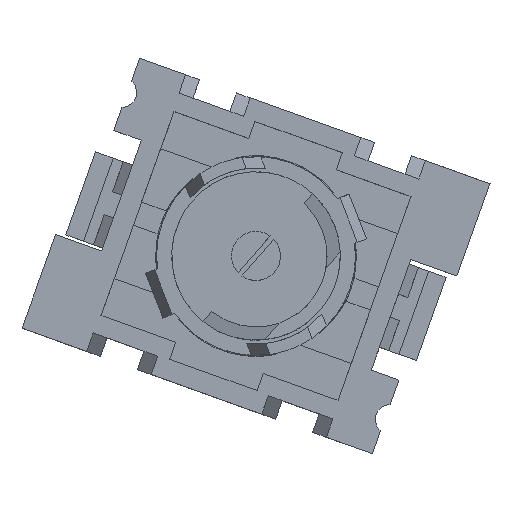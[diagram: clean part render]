
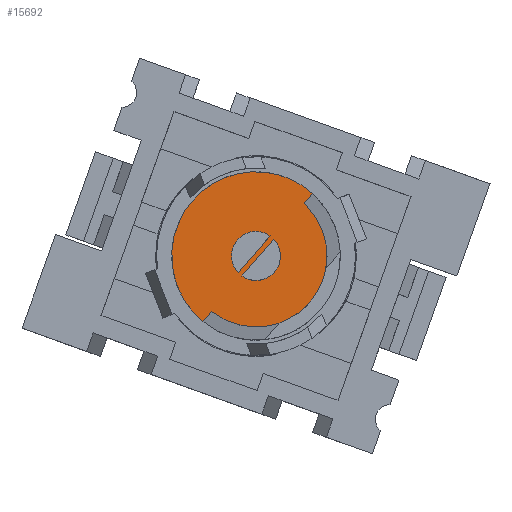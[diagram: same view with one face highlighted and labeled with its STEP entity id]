
A CAD part, top view. The second image highlights one B-rep face of the part: STEP entity #15692.
In plain terms, the highlighted planar face has unit normal (0, 0, 1).
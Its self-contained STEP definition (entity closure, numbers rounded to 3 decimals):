
#5 = DIRECTION ( 'NONE',  ( -0.759, 0.652, 0. ) ) ;
#261 = ORIENTED_EDGE ( 'NONE', *, *, #9369, .F. ) ;
#738 = CIRCLE ( 'NONE', #8009, 2.5 ) ;
#937 = CIRCLE ( 'NONE', #6860, 2.5 ) ;
#986 = CARTESIAN_POINT ( 'NONE',  ( 5.79, 6.359, 16.7 ) ) ;
#1082 = CARTESIAN_POINT ( 'NONE',  ( 12.609, 14.298, 16.7 ) ) ;
#1275 = CARTESIAN_POINT ( 'NONE',  ( -4.531, -5.66, 16.7 ) ) ;
#1624 = EDGE_LOOP ( 'NONE', ( #8085, #2205, #1661, #261, #8941 ) ) ;
#1639 = CARTESIAN_POINT ( 'NONE',  ( -1.897, 1.629, 16.7 ) ) ;
#1661 = ORIENTED_EDGE ( 'NONE', *, *, #10841, .F. ) ;
#1915 = FACE_BOUND ( 'NONE', #13994, .T. ) ;
#2119 = PLANE ( 'NONE',  #2367 ) ;
#2205 = ORIENTED_EDGE ( 'NONE', *, *, #14735, .F. ) ;
#2340 = CARTESIAN_POINT ( 'NONE',  ( 12.419, 14.461, 16.7 ) ) ;
#2360 = VERTEX_POINT ( 'NONE', #11991 ) ;
#2367 = AXIS2_PLACEMENT_3D ( 'NONE', #2340, #13228, #4709 ) ;
#2547 = DIRECTION ( 'NONE',  ( 0., 0., -1. ) ) ;
#2580 = CARTESIAN_POINT ( 'NONE',  ( 12.609, 14.298, 16.7 ) ) ;
#2852 = VERTEX_POINT ( 'NONE', #3254 ) ;
#3254 = CARTESIAN_POINT ( 'NONE',  ( 4.91, 5.334, 16.7 ) ) ;
#3285 = LINE ( 'NONE', #2580, #14083 ) ;
#3702 = DIRECTION ( 'NONE',  ( 0., 0., -1. ) ) ;
#3896 = AXIS2_PLACEMENT_3D ( 'NONE', #4895, #14639, #9879 ) ;
#3924 = AXIS2_PLACEMENT_3D ( 'NONE', #4433, #10625, #13073 ) ;
#4021 = AXIS2_PLACEMENT_3D ( 'NONE', #12302, #3702, #13532 ) ;
#4073 = VERTEX_POINT ( 'NONE', #1639 ) ;
#4361 = VERTEX_POINT ( 'NONE', #8178 ) ;
#4403 = CARTESIAN_POINT ( 'NONE',  ( -1.81, -1.724, 16.7 ) ) ;
#4433 = CARTESIAN_POINT ( 'NONE',  ( 0., 0., 16.7 ) ) ;
#4709 = DIRECTION ( 'NONE',  ( -0.759, 0.652, 0. ) ) ;
#4895 = CARTESIAN_POINT ( 'NONE',  ( 0., 0., 16.7 ) ) ;
#4936 = ORIENTED_EDGE ( 'NONE', *, *, #5192, .F. ) ;
#4976 = VERTEX_POINT ( 'NONE', #986 ) ;
#5016 = VECTOR ( 'NONE', #8716, 1000. ) ;
#5089 = DIRECTION ( 'NONE',  ( -0.759, 0.652, 0. ) ) ;
#5192 = EDGE_CURVE ( 'NONE', #5700, #11998, #14739, .T. ) ;
#5700 = VERTEX_POINT ( 'NONE', #14157 ) ;
#5882 = EDGE_CURVE ( 'NONE', #4976, #2852, #8449, .T. ) ;
#5944 = EDGE_CURVE ( 'NONE', #4073, #2360, #937, .T. ) ;
#6238 = CIRCLE ( 'NONE', #4021, 2.5 ) ;
#6386 = CARTESIAN_POINT ( 'NONE',  ( -6.524, 5.603, 16.7 ) ) ;
#6740 = VECTOR ( 'NONE', #7512, 1000. ) ;
#6860 = AXIS2_PLACEMENT_3D ( 'NONE', #11111, #2547, #5089 ) ;
#7029 = VERTEX_POINT ( 'NONE', #4403 ) ;
#7299 = VERTEX_POINT ( 'NONE', #1275 ) ;
#7322 = EDGE_CURVE ( 'NONE', #7299, #2852, #9606, .T. ) ;
#7512 = DIRECTION ( 'NONE',  ( -0.652, -0.759, 0. ) ) ;
#7623 = CARTESIAN_POINT ( 'NONE',  ( -1.431, -2.05, 16.7 ) ) ;
#8009 = AXIS2_PLACEMENT_3D ( 'NONE', #9992, #13617, #15964 ) ;
#8085 = ORIENTED_EDGE ( 'NONE', *, *, #5882, .F. ) ;
#8097 = ORIENTED_EDGE ( 'NONE', *, *, #5944, .T. ) ;
#8178 = CARTESIAN_POINT ( 'NONE',  ( -5.411, -6.684, 16.7 ) ) ;
#8449 = LINE ( 'NONE', #1082, #5016 ) ;
#8624 = DIRECTION ( 'NONE',  ( -0.652, -0.759, 0. ) ) ;
#8716 = DIRECTION ( 'NONE',  ( -0.652, -0.759, 0. ) ) ;
#8939 = ORIENTED_EDGE ( 'NONE', *, *, #13346, .T. ) ;
#8941 = ORIENTED_EDGE ( 'NONE', *, *, #7322, .T. ) ;
#9369 = EDGE_CURVE ( 'NONE', #7299, #4361, #3285, .T. ) ;
#9606 = CIRCLE ( 'NONE', #3896, 7.25 ) ;
#9855 = LINE ( 'NONE', #10995, #6740 ) ;
#9879 = DIRECTION ( 'NONE',  ( -0.759, 0.652, 0. ) ) ;
#9883 = EDGE_LOOP ( 'NONE', ( #11099, #8097, #8939 ) ) ;
#9992 = CARTESIAN_POINT ( 'NONE',  ( 0., 0., 16.7 ) ) ;
#10072 = EDGE_CURVE ( 'NONE', #7029, #4073, #6238, .T. ) ;
#10498 = ORIENTED_EDGE ( 'NONE', *, *, #12502, .T. ) ;
#10625 = DIRECTION ( 'NONE',  ( 0., 0., -1. ) ) ;
#10841 = EDGE_CURVE ( 'NONE', #4361, #11446, #12795, .T. ) ;
#10995 = CARTESIAN_POINT ( 'NONE',  ( 6.977, 8.508, 16.7 ) ) ;
#11099 = ORIENTED_EDGE ( 'NONE', *, *, #10072, .T. ) ;
#11111 = CARTESIAN_POINT ( 'NONE',  ( 0., 0., 16.7 ) ) ;
#11200 = FACE_BOUND ( 'NONE', #9883, .T. ) ;
#11406 = DIRECTION ( 'NONE',  ( -0.652, -0.759, 0. ) ) ;
#11446 = VERTEX_POINT ( 'NONE', #6386 ) ;
#11991 = CARTESIAN_POINT ( 'NONE',  ( 1.431, 2.05, 16.7 ) ) ;
#11998 = VERTEX_POINT ( 'NONE', #7623 ) ;
#12294 = CARTESIAN_POINT ( 'NONE',  ( 0., 0., 16.7 ) ) ;
#12302 = CARTESIAN_POINT ( 'NONE',  ( 0., 0., 16.7 ) ) ;
#12356 = DIRECTION ( 'NONE',  ( 0., 0., -1. ) ) ;
#12502 = EDGE_CURVE ( 'NONE', #5700, #11998, #738, .T. ) ;
#12707 = CARTESIAN_POINT ( 'NONE',  ( 7.356, 8.182, 16.7 ) ) ;
#12795 = CIRCLE ( 'NONE', #13538, 8.6 ) ;
#12835 = CIRCLE ( 'NONE', #3924, 8.6 ) ;
#13073 = DIRECTION ( 'NONE',  ( -0.759, 0.652, 0. ) ) ;
#13228 = DIRECTION ( 'NONE',  ( 0., 0., 1. ) ) ;
#13346 = EDGE_CURVE ( 'NONE', #2360, #7029, #9855, .T. ) ;
#13532 = DIRECTION ( 'NONE',  ( -0.759, 0.652, 0. ) ) ;
#13538 = AXIS2_PLACEMENT_3D ( 'NONE', #12294, #12356, #5 ) ;
#13617 = DIRECTION ( 'NONE',  ( 0., 0., -1. ) ) ;
#13994 = EDGE_LOOP ( 'NONE', ( #4936, #10498 ) ) ;
#14083 = VECTOR ( 'NONE', #8624, 1000. ) ;
#14157 = CARTESIAN_POINT ( 'NONE',  ( 1.81, 1.724, 16.7 ) ) ;
#14639 = DIRECTION ( 'NONE',  ( 0., 0., 1. ) ) ;
#14735 = EDGE_CURVE ( 'NONE', #11446, #4976, #12835, .T. ) ;
#14739 = LINE ( 'NONE', #12707, #15715 ) ;
#15391 = FACE_OUTER_BOUND ( 'NONE', #1624, .T. ) ;
#15692 = ADVANCED_FACE ( 'NONE', ( #11200, #15391, #1915 ), #2119, .T. ) ;
#15715 = VECTOR ( 'NONE', #11406, 1000. ) ;
#15964 = DIRECTION ( 'NONE',  ( -0.759, 0.652, 0. ) ) ;
